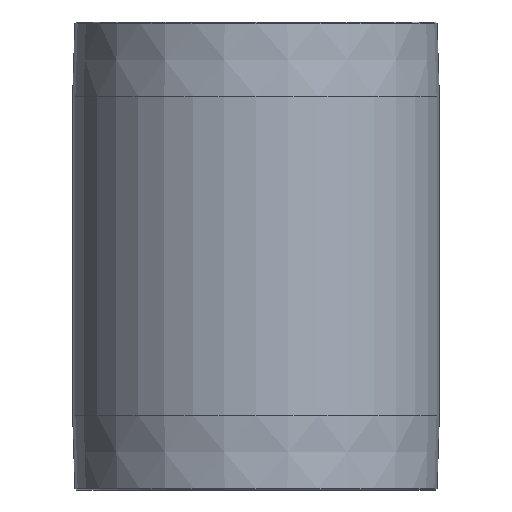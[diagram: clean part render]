
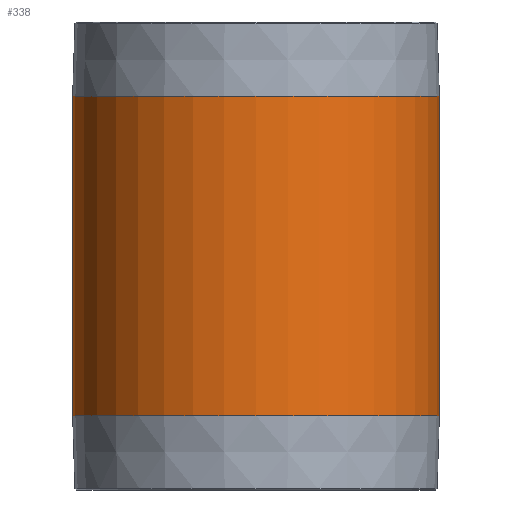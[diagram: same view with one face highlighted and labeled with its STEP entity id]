
A CAD part, front view. The second image highlights one B-rep face of the part: STEP entity #338.
In plain terms, the highlighted cylindrical face has radius 109.474 mm (diameter 218.948 mm), a partial arc.
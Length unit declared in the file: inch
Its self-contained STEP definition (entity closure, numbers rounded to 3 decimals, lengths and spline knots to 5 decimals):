
#20 = CARTESIAN_POINT ( 'NONE',  ( 0., 0., 1.75 ) ) ;
#33 = AXIS2_PLACEMENT_3D ( 'NONE', #20, #185, #360 ) ;
#71 = CARTESIAN_POINT ( 'NONE',  ( 0., 0., 11. ) ) ;
#75 = DIRECTION ( 'NONE',  ( -1., 0., 0. ) ) ;
#118 = DIRECTION ( 'NONE',  ( 0., 0., -1. ) ) ;
#138 = LINE ( 'NONE', #315, #540 ) ;
#164 = FACE_OUTER_BOUND ( 'NONE', #470, .T. ) ;
#185 = DIRECTION ( 'NONE',  ( 0., 0., -1. ) ) ;
#201 = VECTOR ( 'NONE', #118, 39.37008 ) ;
#202 = EDGE_CURVE ( 'NONE', #258, #324, #138, .T. ) ;
#203 = DIRECTION ( 'NONE',  ( -1., 0., 0. ) ) ;
#207 = AXIS2_PLACEMENT_3D ( 'NONE', #545, #248, #203 ) ;
#220 = EDGE_CURVE ( 'NONE', #324, #399, #305, .T. ) ;
#239 = ORIENTED_EDGE ( 'NONE', *, *, #202, .F. ) ;
#248 = DIRECTION ( 'NONE',  ( 0., 0., -1. ) ) ;
#250 = EDGE_CURVE ( 'NONE', #258, #293, #298, .T. ) ;
#252 = AXIS2_PLACEMENT_3D ( 'NONE', #71, #418, #75 ) ;
#253 = ORIENTED_EDGE ( 'NONE', *, *, #220, .F. ) ;
#258 = VERTEX_POINT ( 'NONE', #380 ) ;
#265 = ORIENTED_EDGE ( 'NONE', *, *, #277, .T. ) ;
#277 = EDGE_CURVE ( 'NONE', #293, #399, #456, .T. ) ;
#286 = CARTESIAN_POINT ( 'NONE',  ( -4.31, 0., 9.25 ) ) ;
#293 = VERTEX_POINT ( 'NONE', #286 ) ;
#297 = CARTESIAN_POINT ( 'NONE',  ( -4.31, 0., 1.75 ) ) ;
#298 = CIRCLE ( 'NONE', #207, 4.31 ) ;
#305 = CIRCLE ( 'NONE', #33, 4.31 ) ;
#315 = CARTESIAN_POINT ( 'NONE',  ( 4.31, 0., 11. ) ) ;
#324 = VERTEX_POINT ( 'NONE', #417 ) ;
#338 = ADVANCED_FACE ( 'NONE', ( #164 ), #451, .T. ) ;
#360 = DIRECTION ( 'NONE',  ( -1., 0., 0. ) ) ;
#368 = ORIENTED_EDGE ( 'NONE', *, *, #250, .T. ) ;
#380 = CARTESIAN_POINT ( 'NONE',  ( 4.31, 0., 9.25 ) ) ;
#399 = VERTEX_POINT ( 'NONE', #297 ) ;
#406 = DIRECTION ( 'NONE',  ( 0., 0., -1. ) ) ;
#417 = CARTESIAN_POINT ( 'NONE',  ( 4.31, 0., 1.75 ) ) ;
#418 = DIRECTION ( 'NONE',  ( 0., 0., -1. ) ) ;
#451 = CYLINDRICAL_SURFACE ( 'NONE', #252, 4.31 ) ;
#456 = LINE ( 'NONE', #491, #201 ) ;
#470 = EDGE_LOOP ( 'NONE', ( #239, #368, #265, #253 ) ) ;
#491 = CARTESIAN_POINT ( 'NONE',  ( -4.31, 0., 11. ) ) ;
#540 = VECTOR ( 'NONE', #406, 39.37008 ) ;
#545 = CARTESIAN_POINT ( 'NONE',  ( 0., 0., 9.25 ) ) ;
